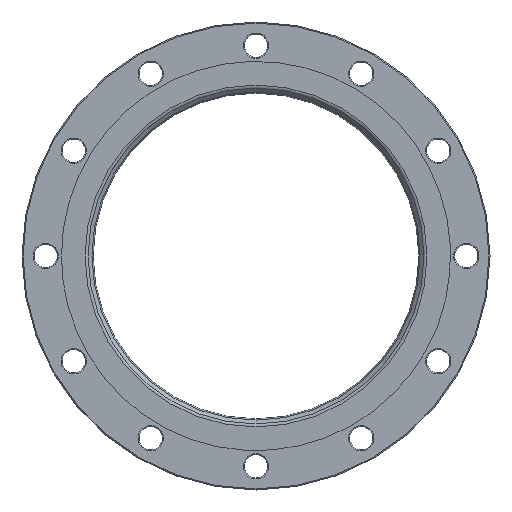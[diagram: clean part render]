
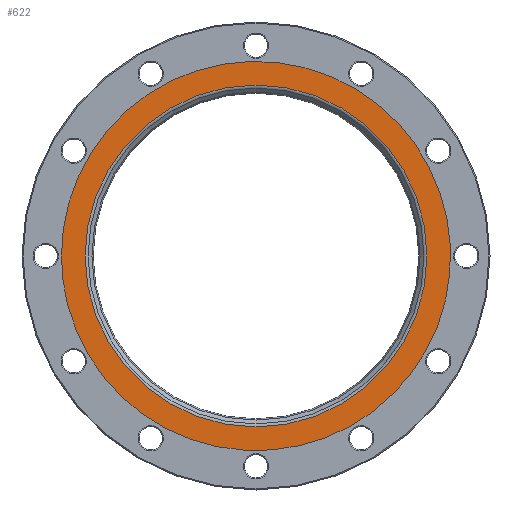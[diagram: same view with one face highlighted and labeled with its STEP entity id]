
A CAD part, left-side view. The second image highlights one B-rep face of the part: STEP entity #622.
In plain terms, the highlighted planar face has unit normal (-1, 0, 0).
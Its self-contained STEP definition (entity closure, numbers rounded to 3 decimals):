
#315=CARTESIAN_POINT('',(-100.,185.,-0.));
#316=VERTEX_POINT('',#315);
#317=CARTESIAN_POINT('',(-100.,185.,-0.));
#318=CARTESIAN_POINT('',(-100.,185.,18.221));
#319=CARTESIAN_POINT('',(-100.,181.445,36.092));
#320=CARTESIAN_POINT('',(-100.,177.891,53.962));
#321=CARTESIAN_POINT('',(-100.,170.918,70.796));
#322=CARTESIAN_POINT('',(-100.,163.945,87.63));
#323=CARTESIAN_POINT('',(-100.,153.822,102.78));
#324=CARTESIAN_POINT('',(-100.,143.699,117.93));
#325=CARTESIAN_POINT('',(-100.,130.815,130.815));
#326=CARTESIAN_POINT('',(-100.,117.931,143.698));
#327=CARTESIAN_POINT('',(-100.,102.78,153.822));
#328=CARTESIAN_POINT('',(-100.,87.631,163.945));
#329=CARTESIAN_POINT('',(-100.,70.796,170.918));
#330=CARTESIAN_POINT('',(-100.,53.963,177.89));
#331=CARTESIAN_POINT('',(-100.,36.092,181.445));
#332=CARTESIAN_POINT('',(-100.,18.222,185.));
#333=CARTESIAN_POINT('',(-100.,0.,185.));
#334=CARTESIAN_POINT('',(-100.,-18.22,185.));
#335=CARTESIAN_POINT('',(-100.,-36.092,181.445));
#336=CARTESIAN_POINT('',(-100.,-53.962,177.891));
#337=CARTESIAN_POINT('',(-100.,-70.796,170.918));
#338=CARTESIAN_POINT('',(-100.,-87.63,163.945));
#339=CARTESIAN_POINT('',(-100.,-102.78,153.822));
#340=CARTESIAN_POINT('',(-100.,-117.93,143.699));
#341=CARTESIAN_POINT('',(-100.,-130.815,130.815));
#342=CARTESIAN_POINT('',(-100.,-143.698,117.931));
#343=CARTESIAN_POINT('',(-100.,-153.822,102.78));
#344=CARTESIAN_POINT('',(-100.,-163.945,87.631));
#345=CARTESIAN_POINT('',(-100.,-170.918,70.796));
#346=CARTESIAN_POINT('',(-100.,-177.89,53.963));
#347=CARTESIAN_POINT('',(-100.,-181.445,36.092));
#348=CARTESIAN_POINT('',(-100.,-185.,18.222));
#349=CARTESIAN_POINT('',(-100.,-185.,0.));
#350=CARTESIAN_POINT('',(-100.,-185.,-18.22));
#351=CARTESIAN_POINT('',(-100.,-181.445,-36.092));
#352=CARTESIAN_POINT('',(-100.,-177.891,-53.962));
#353=CARTESIAN_POINT('',(-100.,-170.918,-70.796));
#354=CARTESIAN_POINT('',(-100.,-163.945,-87.63));
#355=CARTESIAN_POINT('',(-100.,-153.822,-102.78));
#356=CARTESIAN_POINT('',(-100.,-143.699,-117.93));
#357=CARTESIAN_POINT('',(-100.,-130.815,-130.815));
#358=CARTESIAN_POINT('',(-100.,-117.931,-143.698));
#359=CARTESIAN_POINT('',(-100.,-102.78,-153.822));
#360=CARTESIAN_POINT('',(-100.,-87.631,-163.945));
#361=CARTESIAN_POINT('',(-100.,-70.796,-170.918));
#362=CARTESIAN_POINT('',(-100.,-53.963,-177.89));
#363=CARTESIAN_POINT('',(-100.,-36.092,-181.445));
#364=CARTESIAN_POINT('',(-100.,-18.222,-185.));
#365=CARTESIAN_POINT('',(-100.,0.,-185.));
#366=CARTESIAN_POINT('',(-100.,18.22,-185.));
#367=CARTESIAN_POINT('',(-100.,36.092,-181.445));
#368=CARTESIAN_POINT('',(-100.,53.962,-177.891));
#369=CARTESIAN_POINT('',(-100.,70.796,-170.918));
#370=CARTESIAN_POINT('',(-100.,87.63,-163.945));
#371=CARTESIAN_POINT('',(-100.,102.78,-153.822));
#372=CARTESIAN_POINT('',(-100.,117.93,-143.699));
#373=CARTESIAN_POINT('',(-100.,130.815,-130.815));
#374=CARTESIAN_POINT('',(-100.,143.698,-117.931));
#375=CARTESIAN_POINT('',(-100.,153.822,-102.78));
#376=CARTESIAN_POINT('',(-100.,163.945,-87.631));
#377=CARTESIAN_POINT('',(-100.,170.918,-70.796));
#378=CARTESIAN_POINT('',(-100.,177.89,-53.963));
#379=CARTESIAN_POINT('',(-100.,181.445,-36.092));
#380=CARTESIAN_POINT('',(-100.,185.,-18.221));
#381=CARTESIAN_POINT('',(-100.,185.,-0.));
#382=B_SPLINE_CURVE_WITH_KNOTS('',2,(#317,#318,#319,#320,#321,#322,#323,#324,#325,#326,#327,#328,#329,#330,#331,#332,#333,#334,#335,#336,#337,#338,#339,#340,#341,#342,
#343,#344,#345,#346,#347,#348,#349,#350,#351,#352,#353,#354,#355,#356,#357,#358,#359,#360,#361,#362,#363,#364,#365,#366,#367,
#368,#369,#370,#371,#372,#373,#374,#375,#376,#377,#378,#379,#380,#381),.UNSPECIFIED.,.T.,.F.,(3,2,2,2,2,2,2,2,2,2,2,2,2,2,2,2,2,2,2,2,2,2,2,2,2,2,
2,2,2,2,2,2,3),(0.,0.031,0.063,0.094,0.125,0.156,0.188,0.219,0.25,0.281,0.313,0.344,0.375,0.406,0.438,0.469,0.5,0.531,0.563,0.594,0.625,0.656,0.688,0.719,0.75,0.781,
0.813,0.844,0.875,0.906,0.938,0.969,1.),.UNSPECIFIED.);
#383=EDGE_CURVE('',#316,#316,#382,.T.);
#603=CARTESIAN_POINT('',(-100.,0.,0.));
#604=DIRECTION('',(-1.,0.,0.));
#605=DIRECTION('',(-0.,0.,-1.));
#606=AXIS2_PLACEMENT_3D('',#603,#604,#605);
#607=PLANE('',#606);
#608=ORIENTED_EDGE('',*,*,#383,.F.);
#609=EDGE_LOOP('',(#608));
#610=FACE_BOUND('',#609,.T.);
#611=CARTESIAN_POINT('',(-100.,-0.,162.507));
#612=VERTEX_POINT('',#611);
#613=CARTESIAN_POINT('',(-100.,0.,0.));
#614=DIRECTION('',(1.,-0.,-0.));
#615=DIRECTION('',(0.,0.,1.));
#616=AXIS2_PLACEMENT_3D('',#613,#614,#615);
#617=CIRCLE('',#616,162.507);
#618=EDGE_CURVE('',#612,#612,#617,.T.);
#619=ORIENTED_EDGE('',*,*,#618,.T.);
#620=EDGE_LOOP('',(#619));
#621=FACE_BOUND('',#620,.T.);
#622=ADVANCED_FACE('',(#610,#621),#607,.T.);
